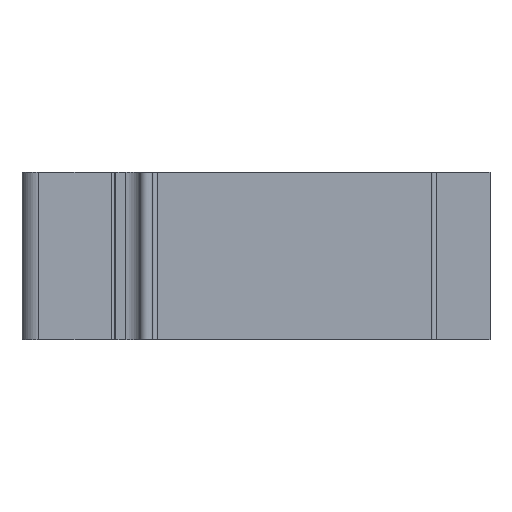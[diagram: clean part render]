
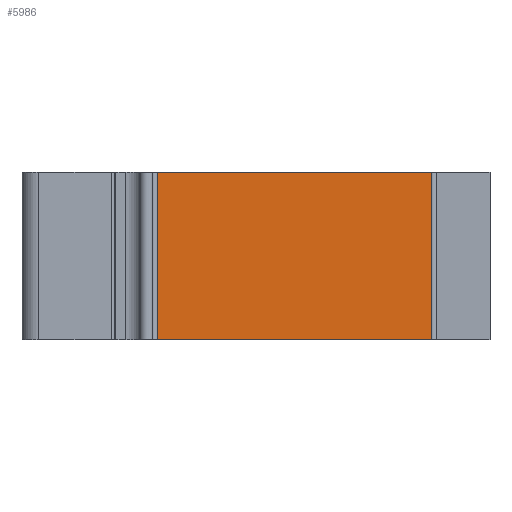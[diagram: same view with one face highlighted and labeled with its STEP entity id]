
A CAD part, left-side view. The second image highlights one B-rep face of the part: STEP entity #5986.
In plain terms, the highlighted planar face has unit normal (-1, 0, 0).
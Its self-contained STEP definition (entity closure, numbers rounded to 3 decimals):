
#2604=CARTESIAN_POINT('',(132.436,120.886,0.0));
#2605=VERTEX_POINT('',#2604);
#2612=CARTESIAN_POINT('',(132.436,137.296,0.0));
#2613=VERTEX_POINT('',#2612);
#2614=CARTESIAN_POINT('',(132.436,120.886,0.0));
#2615=DIRECTION('',(0.0,1.0,0.0));
#2616=VECTOR('',#2615,16.41);
#2617=LINE('',#2614,#2616);
#2618=EDGE_CURVE('',#2605,#2613,#2617,.T.);
#4877=CARTESIAN_POINT('',(132.436,137.296,10.0));
#4878=VERTEX_POINT('',#4877);
#4886=CARTESIAN_POINT('',(132.436,120.886,10.0));
#4887=VERTEX_POINT('',#4886);
#4888=CARTESIAN_POINT('',(132.436,120.886,10.0));
#4889=DIRECTION('',(0.0,1.0,0.0));
#4890=VECTOR('',#4889,16.41);
#4891=LINE('',#4888,#4890);
#4892=EDGE_CURVE('',#4887,#4878,#4891,.T.);
#5959=CARTESIAN_POINT('',(132.436,120.886,0.0));
#5960=DIRECTION('',(0.0,0.0,1.0));
#5961=VECTOR('',#5960,10.0);
#5962=LINE('',#5959,#5961);
#5963=EDGE_CURVE('',#2605,#4887,#5962,.T.);
#5970=CARTESIAN_POINT('',(132.436,120.886,0.0));
#5971=DIRECTION('',(-1.0,0.0,0.0));
#5972=DIRECTION('',(0.0,0.0,1.0));
#5973=AXIS2_PLACEMENT_3D('',#5970,#5971,#5972);
#5974=PLANE('',#5973);
#5975=ORIENTED_EDGE('',*,*,#4892,.T.);
#5976=CARTESIAN_POINT('',(132.436,137.296,0.0));
#5977=DIRECTION('',(0.0,0.0,1.0));
#5978=VECTOR('',#5977,10.0);
#5979=LINE('',#5976,#5978);
#5980=EDGE_CURVE('',#2613,#4878,#5979,.T.);
#5981=ORIENTED_EDGE('',*,*,#5980,.F.);
#5982=ORIENTED_EDGE('',*,*,#2618,.F.);
#5983=ORIENTED_EDGE('',*,*,#5963,.T.);
#5984=EDGE_LOOP('',(#5975,#5981,#5982,#5983));
#5985=FACE_OUTER_BOUND('',#5984,.T.);
#5986=ADVANCED_FACE('',(#5985),#5974,.T.);
